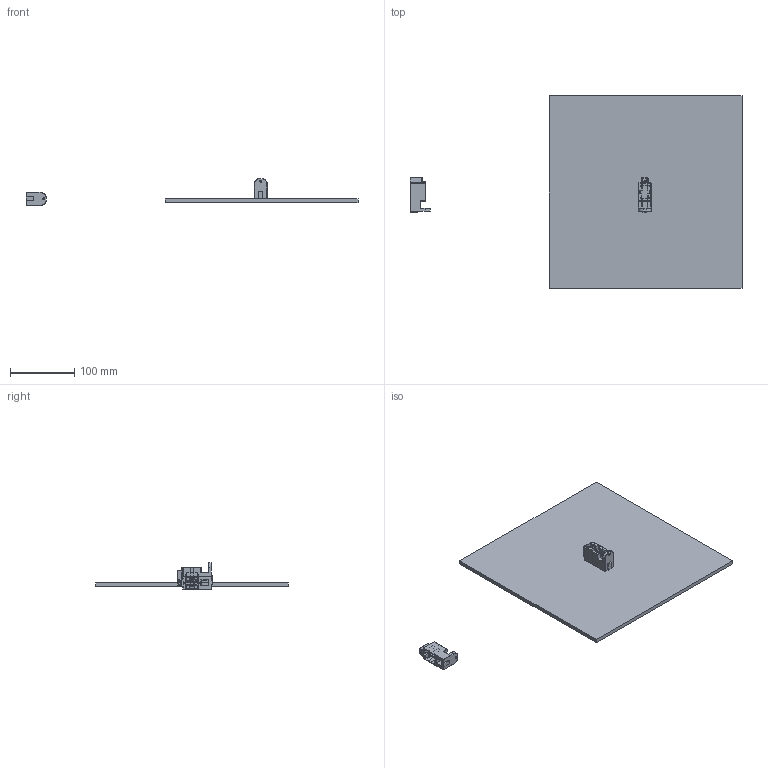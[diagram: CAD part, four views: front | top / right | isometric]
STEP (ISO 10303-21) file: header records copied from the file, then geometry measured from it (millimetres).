
FILE_DESCRIPTION(/* description */ (''),/* implementation_level */ '2;1');
FILE_NAME(/* name */ 'MLX_MF3_Connector_Mount.step',/* time_stamp */ '2021-02-24T03:06:28-05:00',/* author */ (''),/* organization */ (''),/* preprocessor_version */ 'ST-DEVELOPER v18.1',/* originating_system */ 'Autodesk Translation Framework v9.7.1.1290',/* authorisation */ '');
FILE_SCHEMA (('AUTOMOTIVE_DESIGN { 1 0 10303 214 3 1 1 }'));
Length unit declared in the file: millimetre
Products named in the file (8): MLX Female Connector Mount; MLX Connector v5; MLX Connector; MLX Female Connector; MLX Connector Mount; Female Housing; Print; Print Bed
Assembly tree (7 placements, depth 4):
  MLX Female Connector Mount
    MLX Connector v5
      MLX Connector
        MLX Female Connector
    MLX Connector Mount
    Female Housing
    Print
      Print Bed
Bounding box: 516.25 x 300 x 41.5 mm (x, y, z)
Volume: 565198.4 mm3; surface area: 207673.3 mm2
Topology: 5 solids, 5 shells, 644 faces, 1650 edges, 1020 vertices
Faces by surface type: plane 609, cylinder 19, cone 16
Full cylindrical faces by diameter (mm): 3.2 x2, 5 x1, 6 x2
Entity records: 19112 total; most frequent: CARTESIAN_POINT 3330, ORIENTED_EDGE 3300, DIRECTION 3024, EDGE_CURVE 1650, LINE 1596, VECTOR 1596, VERTEX_POINT 1020, AXIS2_PLACEMENT_3D 714
